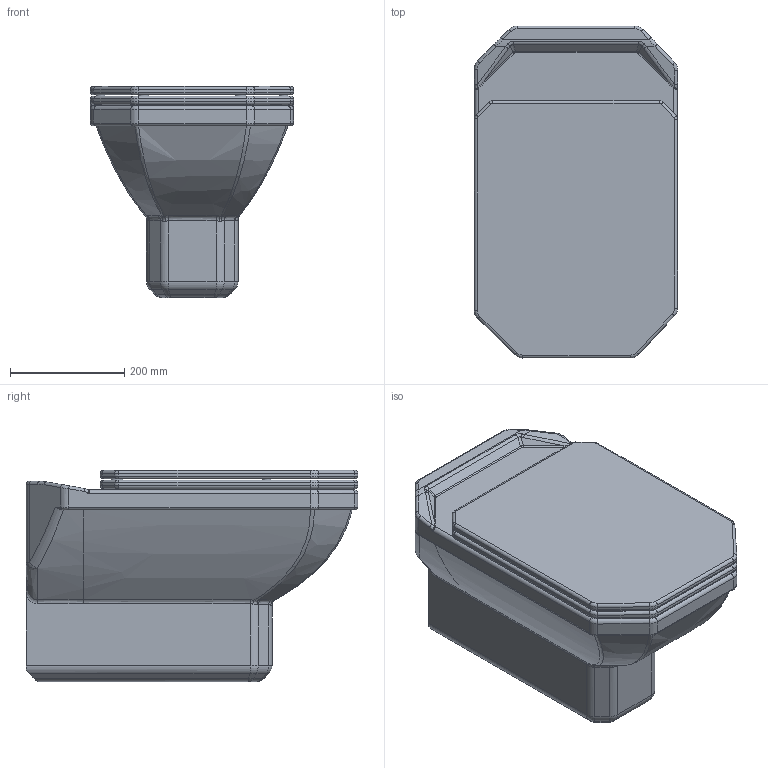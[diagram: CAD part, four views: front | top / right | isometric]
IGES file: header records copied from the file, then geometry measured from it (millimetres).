
Global section: file name: No Iges File Name specified; native system: AutoDesk Inventor R11.0; preprocessor: AutoDesk Inventor Iges Exporter R11.0; author: No Author specified; organization: No Organization specified; date: 20080102.193118; units: millimetre
Bounding box: 355 x 580 x 369 mm (x, y, z)
Volume: 26674060.8 mm3; surface area: 1434600.6 mm2
Topology: 3 solids, 3 shells, 490 faces, 1148 edges, 676 vertices
Faces by surface type: cylinder 152, plane 115, bspline 89, torus 64, revolution 60, sphere 10
